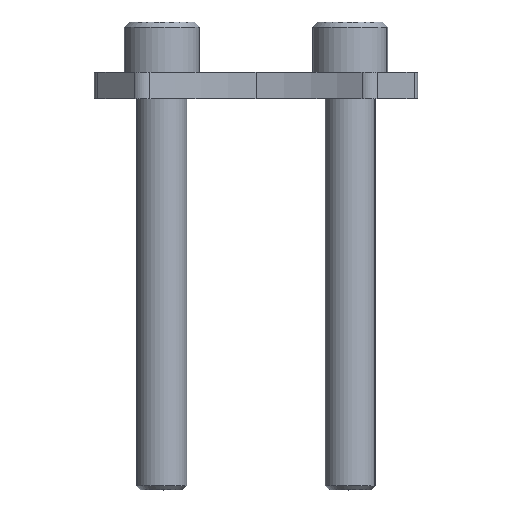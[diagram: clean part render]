
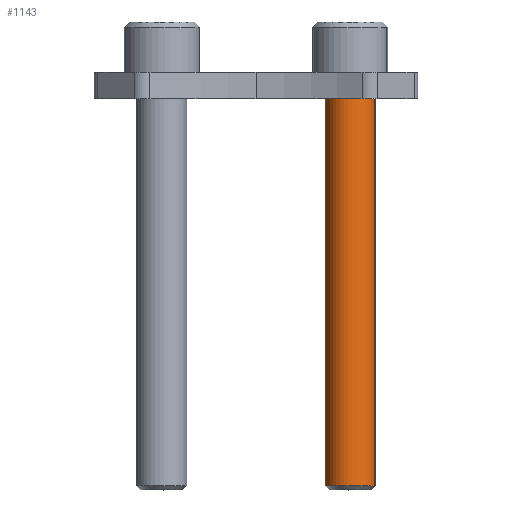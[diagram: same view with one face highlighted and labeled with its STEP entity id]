
A CAD part, top view. The second image highlights one B-rep face of the part: STEP entity #1143.
In plain terms, the highlighted cylindrical face has radius 6 mm (diameter 12 mm), a partial arc.
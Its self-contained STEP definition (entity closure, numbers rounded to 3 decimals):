
#3 = EDGE_CURVE ( 'NONE', #992, #509, #298, .T. ) ;
#79 = EDGE_CURVE ( 'NONE', #992, #108, #1190, .T. ) ;
#93 = DIRECTION ( 'NONE',  ( 0., 0., 1. ) ) ;
#108 = VERTEX_POINT ( 'NONE', #1019 ) ;
#125 = CYLINDRICAL_SURFACE ( 'NONE', #738, 6. ) ;
#162 = CARTESIAN_POINT ( 'NONE',  ( -31.75, 0., 0. ) ) ;
#213 = CARTESIAN_POINT ( 'NONE',  ( 12.6, 0., -6. ) ) ;
#221 = AXIS2_PLACEMENT_3D ( 'NONE', #567, #455, #900 ) ;
#298 = LINE ( 'NONE', #1449, #1169 ) ;
#348 = CARTESIAN_POINT ( 'NONE',  ( 12.6, 0., 6. ) ) ;
#376 = CARTESIAN_POINT ( 'NONE',  ( -31.75, 0., 6. ) ) ;
#440 = CARTESIAN_POINT ( 'NONE',  ( 111.035, 0., 0. ) ) ;
#442 = EDGE_CURVE ( 'NONE', #108, #1054, #521, .T. ) ;
#455 = DIRECTION ( 'NONE',  ( -1., 0., 0. ) ) ;
#500 = DIRECTION ( 'NONE',  ( 0., 0., 1. ) ) ;
#509 = VERTEX_POINT ( 'NONE', #213 ) ;
#516 = ORIENTED_EDGE ( 'NONE', *, *, #79, .T. ) ;
#521 = LINE ( 'NONE', #376, #1421 ) ;
#567 = CARTESIAN_POINT ( 'NONE',  ( 12.6, 0., 0. ) ) ;
#738 = AXIS2_PLACEMENT_3D ( 'NONE', #162, #933, #500 ) ;
#867 = CARTESIAN_POINT ( 'NONE',  ( 111.035, 0., -6. ) ) ;
#900 = DIRECTION ( 'NONE',  ( 0., 0., 1. ) ) ;
#933 = DIRECTION ( 'NONE',  ( -1., 0., 0. ) ) ;
#935 = EDGE_LOOP ( 'NONE', ( #1124, #516, #1323, #1001 ) ) ;
#941 = AXIS2_PLACEMENT_3D ( 'NONE', #440, #1350, #93 ) ;
#992 = VERTEX_POINT ( 'NONE', #867 ) ;
#1001 = ORIENTED_EDGE ( 'NONE', *, *, #1252, .F. ) ;
#1019 = CARTESIAN_POINT ( 'NONE',  ( 111.035, 0., 6. ) ) ;
#1054 = VERTEX_POINT ( 'NONE', #348 ) ;
#1124 = ORIENTED_EDGE ( 'NONE', *, *, #3, .F. ) ;
#1143 = ADVANCED_FACE ( 'NONE', ( #1153 ), #125, .T. ) ;
#1153 = FACE_OUTER_BOUND ( 'NONE', #935, .T. ) ;
#1169 = VECTOR ( 'NONE', #1311, 1000. ) ;
#1190 = CIRCLE ( 'NONE', #941, 6. ) ;
#1205 = CIRCLE ( 'NONE', #221, 6. ) ;
#1252 = EDGE_CURVE ( 'NONE', #509, #1054, #1205, .T. ) ;
#1311 = DIRECTION ( 'NONE',  ( -1., 0., 0. ) ) ;
#1323 = ORIENTED_EDGE ( 'NONE', *, *, #442, .T. ) ;
#1350 = DIRECTION ( 'NONE',  ( -1., 0., 0. ) ) ;
#1421 = VECTOR ( 'NONE', #1452, 1000. ) ;
#1449 = CARTESIAN_POINT ( 'NONE',  ( -31.75, 0., -6. ) ) ;
#1452 = DIRECTION ( 'NONE',  ( -1., 0., 0. ) ) ;
